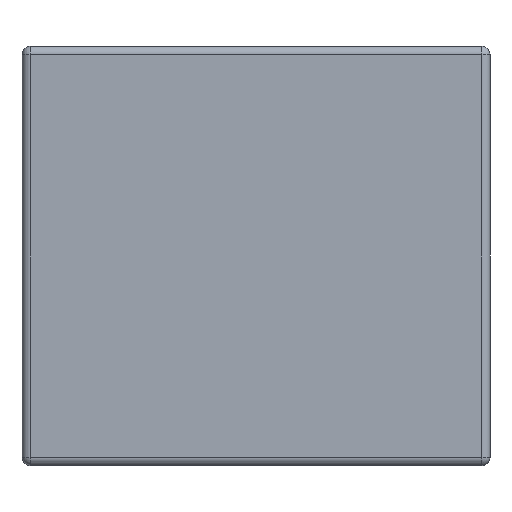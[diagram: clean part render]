
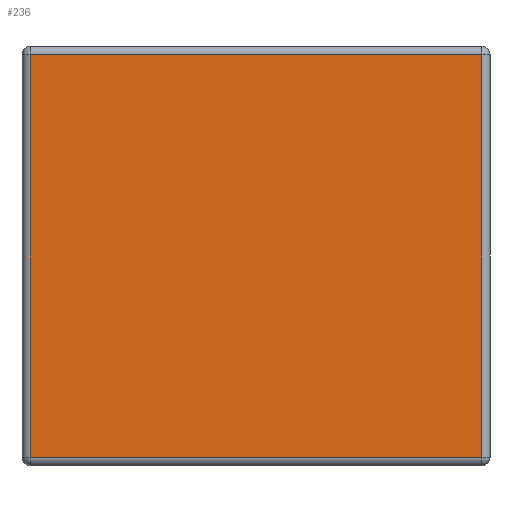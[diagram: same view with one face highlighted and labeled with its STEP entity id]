
A CAD part, left-side view. The second image highlights one B-rep face of the part: STEP entity #236.
In plain terms, the highlighted planar face has unit normal (-1, 0, 0).
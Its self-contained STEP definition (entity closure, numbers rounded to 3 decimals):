
#13 = ORIENTED_EDGE ( 'NONE', *, *, #19, .T. ) ;
#19 = EDGE_CURVE ( 'NONE', #247, #240, #447, .T. ) ;
#236 = ADVANCED_FACE ( 'NONE', ( #1163 ), #1143, .F. ) ;
#237 = EDGE_LOOP ( 'NONE', ( #238, #242, #245, #13 ) ) ;
#238 = ORIENTED_EDGE ( 'NONE', *, *, #239, .T. ) ;
#239 = EDGE_CURVE ( 'NONE', #240, #241, #1199, .T. ) ;
#240 = VERTEX_POINT ( 'NONE', #1195 ) ;
#241 = VERTEX_POINT ( 'NONE', #1194 ) ;
#242 = ORIENTED_EDGE ( 'NONE', *, *, #243, .T. ) ;
#243 = EDGE_CURVE ( 'NONE', #241, #244, #1193, .T. ) ;
#244 = VERTEX_POINT ( 'NONE', #1189 ) ;
#245 = ORIENTED_EDGE ( 'NONE', *, *, #246, .T. ) ;
#246 = EDGE_CURVE ( 'NONE', #244, #247, #1188, .T. ) ;
#247 = VERTEX_POINT ( 'NONE', #1184 ) ;
#444 = DIRECTION ( 'NONE',  ( 0., 0., 1. ) ) ;
#445 = VECTOR ( 'NONE', #444, 1000. ) ;
#446 = CARTESIAN_POINT ( 'NONE',  ( -1.6, 0.05, 1.25 ) ) ;
#447 = LINE ( 'NONE', #446, #445 ) ;
#1139 = DIRECTION ( 'NONE',  ( 0., 0., -1. ) ) ;
#1140 = DIRECTION ( 'NONE',  ( 1., 0., 0. ) ) ;
#1141 = CARTESIAN_POINT ( 'NONE',  ( -1.6, 2.79, 1.25 ) ) ;
#1142 = AXIS2_PLACEMENT_3D ( 'NONE', #1141, #1140, #1139 ) ;
#1143 = PLANE ( 'NONE',  #1142 ) ;
#1163 = FACE_OUTER_BOUND ( 'NONE', #237, .T. ) ;
#1184 = CARTESIAN_POINT ( 'NONE',  ( -1.6, 0.05, -1.2 ) ) ;
#1185 = DIRECTION ( 'NONE',  ( 0., -1., 0. ) ) ;
#1186 = VECTOR ( 'NONE', #1185, 1000. ) ;
#1187 = CARTESIAN_POINT ( 'NONE',  ( -1.6, 2.79, -1.2 ) ) ;
#1188 = LINE ( 'NONE', #1187, #1186 ) ;
#1189 = CARTESIAN_POINT ( 'NONE',  ( -1.6, 2.74, -1.2 ) ) ;
#1190 = DIRECTION ( 'NONE',  ( 0., 0., -1. ) ) ;
#1191 = VECTOR ( 'NONE', #1190, 1000. ) ;
#1192 = CARTESIAN_POINT ( 'NONE',  ( -1.6, 2.74, 1.25 ) ) ;
#1193 = LINE ( 'NONE', #1192, #1191 ) ;
#1194 = CARTESIAN_POINT ( 'NONE',  ( -1.6, 2.74, 1.2 ) ) ;
#1195 = CARTESIAN_POINT ( 'NONE',  ( -1.6, 0.05, 1.2 ) ) ;
#1196 = DIRECTION ( 'NONE',  ( 0., 1., 0. ) ) ;
#1197 = VECTOR ( 'NONE', #1196, 1000. ) ;
#1198 = CARTESIAN_POINT ( 'NONE',  ( -1.6, 2.79, 1.2 ) ) ;
#1199 = LINE ( 'NONE', #1198, #1197 ) ;
